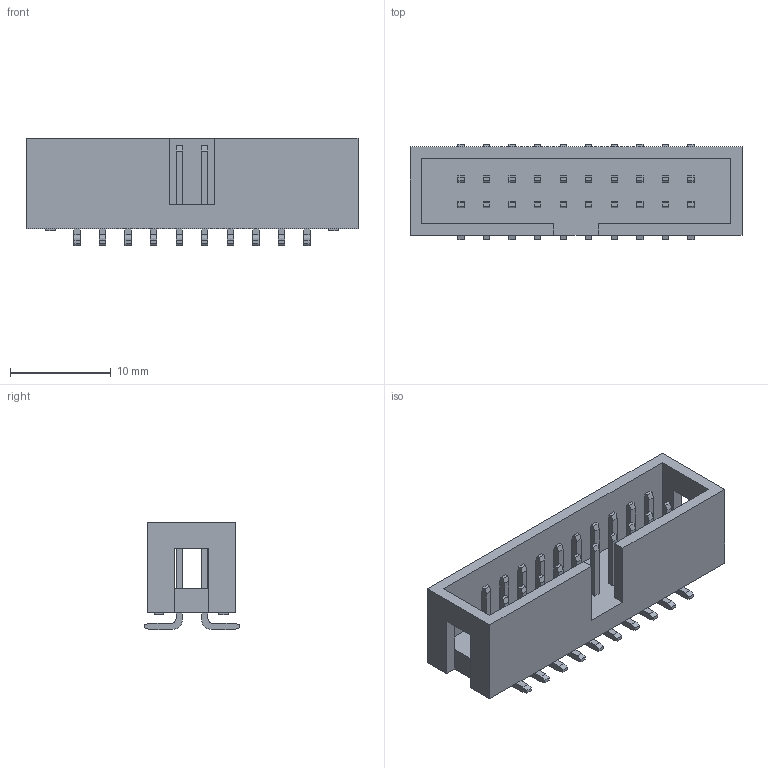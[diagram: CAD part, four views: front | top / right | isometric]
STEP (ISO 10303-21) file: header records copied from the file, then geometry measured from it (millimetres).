
FILE_DESCRIPTION(('STEP AP214'),'1');
FILE_NAME('header_awhw20g-smd.stp','2017-04-01T05:42:35',('TraceParts'),('TraceParts S.A.'),'Spatial InterOp 3D',' ',' ');
FILE_SCHEMA(('automotive_design'));
Length unit declared in the file: millimetre
Products named in the file (1): header_awhw20g-smd
Bounding box: 33.02 x 9.5 x 10.64 mm (x, y, z)
Volume: 1297.8 mm3; surface area: 2279.6 mm2
Topology: 1 solids, 1 shells, 402 faces, 1076 edges, 716 vertices
Faces by surface type: plane 362, cylinder 40
Entity records: 15588 total; most frequent: CARTESIAN_POINT 2195, ORIENTED_EDGE 2152, DIRECTION 1962, EDGE_CURVE 1076, LINE 996, VECTOR 996, VERTEX_POINT 716, AXIS2_PLACEMENT_3D 483
